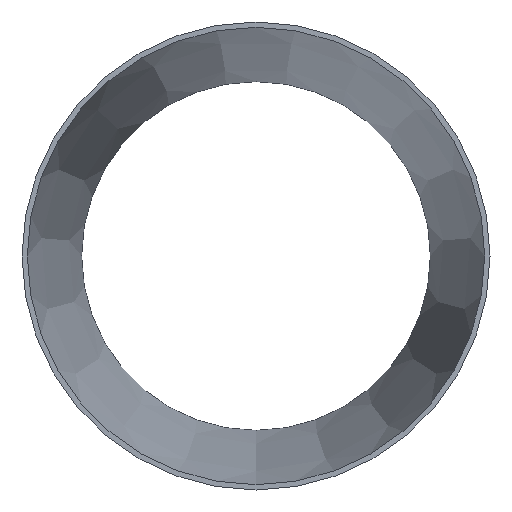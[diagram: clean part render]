
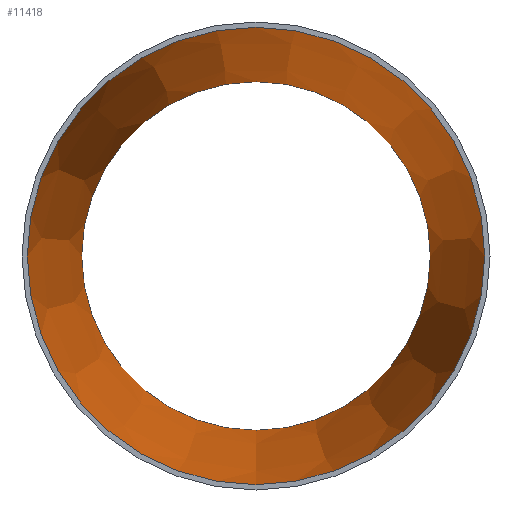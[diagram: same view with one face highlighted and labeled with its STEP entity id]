
A CAD part, front view. The second image highlights one B-rep face of the part: STEP entity #11418.
In plain terms, the highlighted conical face has half-angle 7.134 degrees and reference radius 173.769 mm.
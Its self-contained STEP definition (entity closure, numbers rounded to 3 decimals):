
#3018 = DIRECTION ( 'NONE',  ( 0., -1., 0. ) ) ;
#4096 = DIRECTION ( 'NONE',  ( 0., 0., -1. ) ) ;
#4427 = EDGE_CURVE ( 'NONE', #23844, #23844, #24977, .T. ) ;
#6247 = FACE_OUTER_BOUND ( 'NONE', #33390, .T. ) ;
#7989 = CIRCLE ( 'NONE', #28780, 173.769 ) ;
#8075 = CARTESIAN_POINT ( 'NONE',  ( 0., 0., -173.769 ) ) ;
#11418 = ADVANCED_FACE ( 'NONE', ( #16943, #6247 ), #18769, .F. ) ;
#11687 = CARTESIAN_POINT ( 'NONE',  ( 0., 0., 0. ) ) ;
#16256 = VERTEX_POINT ( 'NONE', #8075 ) ;
#16943 = FACE_BOUND ( 'NONE', #28332, .T. ) ;
#17474 = DIRECTION ( 'NONE',  ( 0., -1., 0. ) ) ;
#17484 = CARTESIAN_POINT ( 'NONE',  ( 0., 0., 0. ) ) ;
#18200 = ORIENTED_EDGE ( 'NONE', *, *, #27088, .T. ) ;
#18769 = CONICAL_SURFACE ( 'NONE', #34328, 173.769, 0.125 ) ;
#19467 = ORIENTED_EDGE ( 'NONE', *, *, #4427, .F. ) ;
#23844 = VERTEX_POINT ( 'NONE', #32503 ) ;
#24977 = CIRCLE ( 'NONE', #35332, 132.469 ) ;
#25599 = DIRECTION ( 'NONE',  ( 0., 0., -1. ) ) ;
#25787 = DIRECTION ( 'NONE',  ( 0., 0., -1. ) ) ;
#27088 = EDGE_CURVE ( 'NONE', #16256, #16256, #7989, .T. ) ;
#28332 = EDGE_LOOP ( 'NONE', ( #19467 ) ) ;
#28780 = AXIS2_PLACEMENT_3D ( 'NONE', #17484, #28860, #4096 ) ;
#28860 = DIRECTION ( 'NONE',  ( 0., -1., 0. ) ) ;
#30855 = CARTESIAN_POINT ( 'NONE',  ( 0., 330., 0. ) ) ;
#32503 = CARTESIAN_POINT ( 'NONE',  ( 0., 330., -132.469 ) ) ;
#33390 = EDGE_LOOP ( 'NONE', ( #18200 ) ) ;
#34328 = AXIS2_PLACEMENT_3D ( 'NONE', #11687, #3018, #25599 ) ;
#35332 = AXIS2_PLACEMENT_3D ( 'NONE', #30855, #17474, #25787 ) ;
